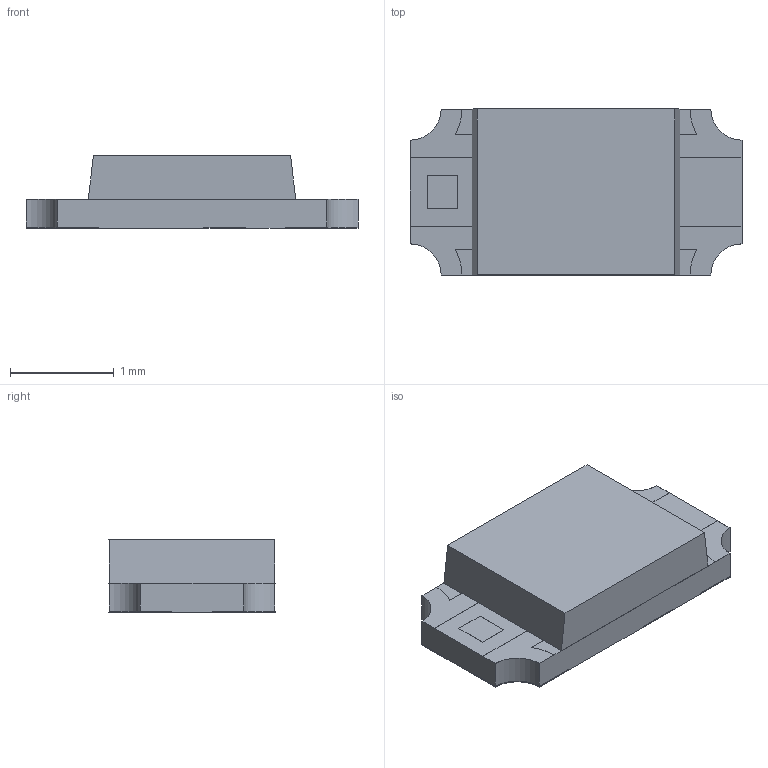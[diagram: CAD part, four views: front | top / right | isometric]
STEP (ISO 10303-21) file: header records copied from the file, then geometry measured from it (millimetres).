
FILE_DESCRIPTION(/* description */ ('Unknown'),/* implementation_level */ '2;1');
FILE_NAME(/* name */ '150120M173000',/* time_stamp */ '2019-06-06T11:33:53+02:00',/* author */ ('Unknown'),/* organization */ ('Unknown'),/* preprocessor_version */ 'ST-DEVELOPER v16.7',/* originating_system */ 'DEX',/* authorisation */ $);
FILE_SCHEMA (('AUTOMOTIVE_DESIGN {1 0 10303 214 3 1 1}'));
Length unit declared in the file: millimetre
Products named in the file (4): 150120M173000; Body; Pins; Dome
Assembly tree (3 placements, depth 2):
  150120M173000
    Body
    Pins
    Dome
Bounding box: 3.2 x 1.6 x 0.7 mm (x, y, z)
Volume: 2.7 mm3; surface area: 30.8 mm2
Topology: 16 solids, 16 shells, 219 faces, 543 edges, 361 vertices
Faces by surface type: plane 188, cylinder 31
Full cylindrical faces by diameter (mm): 0.377 x1
Entity records: 6767 total; most frequent: CARTESIAN_POINT 1132, ORIENTED_EDGE 1084, DIRECTION 1048, EDGE_CURVE 542, LINE 478, VECTOR 478, VERTEX_POINT 361, AXIS2_PLACEMENT_3D 285
